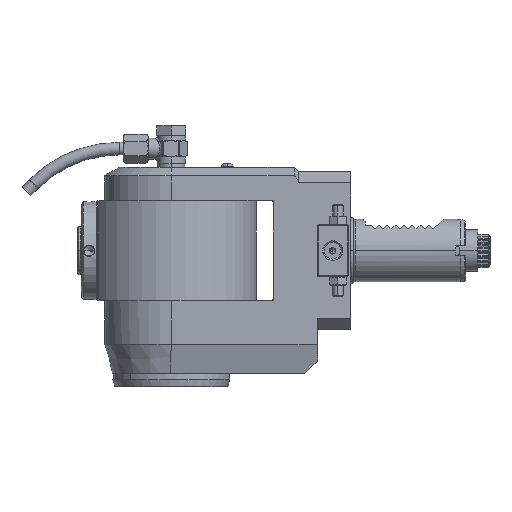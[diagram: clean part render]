
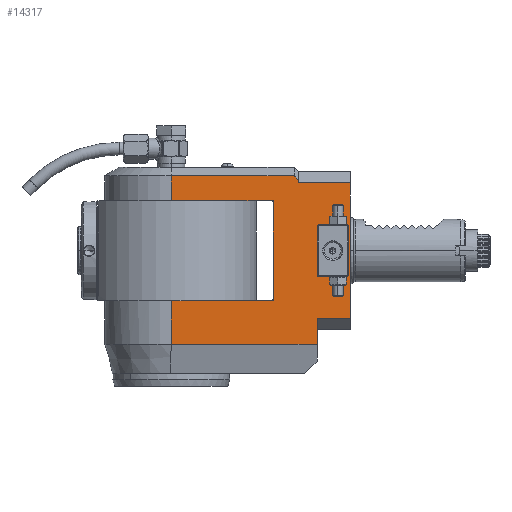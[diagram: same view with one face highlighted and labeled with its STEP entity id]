
A CAD part, left-side view. The second image highlights one B-rep face of the part: STEP entity #14317.
In plain terms, the highlighted planar face has unit normal (-1, 0, 0).
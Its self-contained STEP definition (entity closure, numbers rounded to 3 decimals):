
#99=DIRECTION('',(0.,1.,0.));
#100=VECTOR('',#99,0.433);
#101=CARTESIAN_POINT('',(-32.,-59.433,35.459));
#102=LINE('',#101,#100);
#103=DIRECTION('',(0.,0.655,0.756));
#104=VECTOR('',#103,2.394);
#105=CARTESIAN_POINT('',(-32.,-61.,33.649));
#106=LINE('',#105,#104);
#107=DIRECTION('',(0.,-1.,0.));
#108=VECTOR('',#107,25.);
#109=CARTESIAN_POINT('',(-32.,-61.,32.515));
#110=LINE('',#109,#108);
#111=DIRECTION('',(0.,-1.,0.));
#112=VECTOR('',#111,16.);
#113=CARTESIAN_POINT('',(-32.,-70.,-32.515));
#114=LINE('',#113,#112);
#115=DIRECTION('',(0.,1.,0.));
#116=VECTOR('',#115,23.368);
#117=CARTESIAN_POINT('',(-32.,-49.,24.));
#118=LINE('',#117,#116);
#119=DIRECTION('',(0.,0.,1.));
#120=VECTOR('',#119,24.);
#121=CARTESIAN_POINT('',(-32.,-85.,-12.));
#122=LINE('',#121,#120);
#123=DIRECTION('',(0.,-0.707,-0.707));
#124=VECTOR('',#123,0.707);
#125=CARTESIAN_POINT('',(-32.,-84.5,12.5));
#126=LINE('',#125,#124);
#127=DIRECTION('',(0.,1.,0.));
#128=VECTOR('',#127,14.);
#129=CARTESIAN_POINT('',(-32.,-84.5,12.5));
#130=LINE('',#129,#128);
#131=DIRECTION('',(0.,-0.707,0.707));
#132=VECTOR('',#131,0.707);
#133=CARTESIAN_POINT('',(-32.,-70.,12.));
#134=LINE('',#133,#132);
#135=DIRECTION('',(0.,0.,-1.));
#136=VECTOR('',#135,24.);
#137=CARTESIAN_POINT('',(-32.,-70.,12.));
#138=LINE('',#137,#136);
#139=DIRECTION('',(0.,0.707,0.707));
#140=VECTOR('',#139,0.707);
#141=CARTESIAN_POINT('',(-32.,-70.5,-12.5));
#142=LINE('',#141,#140);
#143=DIRECTION('',(0.,-1.,0.));
#144=VECTOR('',#143,14.);
#145=CARTESIAN_POINT('',(-32.,-70.5,-12.5));
#146=LINE('',#145,#144);
#147=DIRECTION('',(0.,0.707,-0.707));
#148=VECTOR('',#147,0.707);
#149=CARTESIAN_POINT('',(-32.,-85.,-12.));
#150=LINE('',#149,#148);
#155=DIRECTION('',(0.,0.,-1.));
#156=VECTOR('',#155,11.959);
#157=CARTESIAN_POINT('',(-32.,0.,35.959));
#158=LINE('',#157,#156);
#224=DIRECTION('',(0.,1.,0.));
#225=VECTOR('',#224,59.);
#226=CARTESIAN_POINT('',(-32.,-59.,35.959));
#227=LINE('',#226,#225);
#248=DIRECTION('',(0.,0.,1.));
#249=VECTOR('',#248,0.5);
#250=CARTESIAN_POINT('',(-32.,-59.,35.459));
#251=LINE('',#250,#249);
#288=DIRECTION('',(0.,0.,-1.));
#289=VECTOR('',#288,65.03);
#290=CARTESIAN_POINT('',(-32.,-86.,32.515));
#291=LINE('',#290,#289);
#470=DIRECTION('',(0.,0.,1.));
#471=VECTOR('',#470,1.134);
#472=CARTESIAN_POINT('',(-32.,-61.,32.515));
#473=LINE('',#472,#471);
#506=DIRECTION('',(0.,0.,1.));
#507=VECTOR('',#506,12.485);
#508=CARTESIAN_POINT('',(-32.,-70.,-45.));
#509=LINE('',#508,#507);
#526=DIRECTION('',(0.,-1.,0.));
#527=VECTOR('',#526,70.);
#528=CARTESIAN_POINT('',(-32.,0.,
-45.));
#529=LINE('',#528,#527);
#585=DIRECTION('',(0.,0.,-1.));
#586=VECTOR('',#585,21.);
#587=CARTESIAN_POINT('',(-32.,0.,-24.));
#588=LINE('',#587,#586);
#589=CARTESIAN_POINT('',(-32.,0.,-45.001));
#714=DIRECTION('',(0.,1.,0.));
#715=VECTOR('',#714,25.632);
#716=CARTESIAN_POINT('',(-32.,-25.632,-24.));
#717=LINE('',#716,#715);
#740=DIRECTION('',(0.,1.,0.));
#741=VECTOR('',#740,23.368);
#742=CARTESIAN_POINT('',(-32.,-49.,-24.));
#743=LINE('',#742,#741);
#752=DIRECTION('',(0.,0.,-1.));
#753=VECTOR('',#752,48.);
#754=CARTESIAN_POINT('',(-32.,-49.,24.));
#755=LINE('',#754,#753);
#1188=DIRECTION('',(0.,-1.,0.));
#1189=VECTOR('',#1188,25.632);
#1190=CARTESIAN_POINT('',(-32.,0.,24.));
#1191=LINE('',#1190,#1189);
#12692=CARTESIAN_POINT('',(-32.,-61.,33.649));
#12693=CARTESIAN_POINT('',(-32.,-59.433,35.459));
#12694=VERTEX_POINT('',#12692);
#12695=VERTEX_POINT('',#12693);
#13219=CARTESIAN_POINT('',(-32.,-85.,-12.));
#13220=CARTESIAN_POINT('',(-32.,-85.,12.));
#13221=VERTEX_POINT('',#13219);
#13222=VERTEX_POINT('',#13220);
#13223=CARTESIAN_POINT('',(-32.,-84.5,12.5));
#13224=CARTESIAN_POINT('',(-32.,-70.5,12.5));
#13225=VERTEX_POINT('',#13223);
#13226=VERTEX_POINT('',#13224);
#13227=CARTESIAN_POINT('',(-32.,-70.,12.));
#13228=CARTESIAN_POINT('',(-32.,-70.,-12.));
#13229=VERTEX_POINT('',#13227);
#13230=VERTEX_POINT('',#13228);
#13231=CARTESIAN_POINT('',(-32.,-70.5,-12.5));
#13232=CARTESIAN_POINT('',(-32.,-84.5,-12.5));
#13233=VERTEX_POINT('',#13231);
#13234=VERTEX_POINT('',#13232);
#13789=CARTESIAN_POINT('',(-32.,-86.,32.515));
#13791=VERTEX_POINT('',#13789);
#13796=CARTESIAN_POINT('',(-32.,-49.,24.));
#13797=CARTESIAN_POINT('',(-32.,-49.,-24.));
#13798=VERTEX_POINT('',#13796);
#13799=VERTEX_POINT('',#13797);
#13812=CARTESIAN_POINT('',(-32.,-25.632,-24.));
#13813=VERTEX_POINT('',#13812);
#13816=CARTESIAN_POINT('',(-32.,-25.632,24.));
#13817=VERTEX_POINT('',#13816);
#13828=CARTESIAN_POINT('',(-32.,-70.,-45.));
#13830=VERTEX_POINT('',#13828);
#13840=CARTESIAN_POINT('',(-32.,-86.,-32.515));
#13841=VERTEX_POINT('',#13840);
#13846=CARTESIAN_POINT('',(-32.,-70.,-32.515));
#13847=VERTEX_POINT('',#13846);
#13852=CARTESIAN_POINT('',(-32.,-59.,35.959));
#13853=CARTESIAN_POINT('',(-32.,0.,
35.959));
#13854=VERTEX_POINT('',#13852);
#13855=VERTEX_POINT('',#13853);
#13864=VERTEX_POINT('',#589);
#13882=CARTESIAN_POINT('',(-32.,-59.,35.459));
#13884=VERTEX_POINT('',#13882);
#14120=CARTESIAN_POINT('',(-32.,-61.,32.515));
#14121=VERTEX_POINT('',#14120);
#14128=CARTESIAN_POINT('',(-32.,0.,-24.));
#14129=VERTEX_POINT('',#14128);
#14131=CARTESIAN_POINT('',(-32.,0.,24.));
#14133=VERTEX_POINT('',#14131);
#14260=CARTESIAN_POINT('',(-32.,0.,-59.));
#14261=DIRECTION('',(-1.,0.,0.));
#14262=DIRECTION('',(0.,-1.,0.));
#14263=AXIS2_PLACEMENT_3D('',#14260,#14261,#14262);
#14264=PLANE('',#14263);
#14266=ORIENTED_EDGE('',*,*,#14265,.F.);
#14268=ORIENTED_EDGE('',*,*,#14267,.F.);
#14270=ORIENTED_EDGE('',*,*,#14269,.F.);
#14272=ORIENTED_EDGE('',*,*,#14271,.F.);
#14274=ORIENTED_EDGE('',*,*,#14273,.F.);
#14276=ORIENTED_EDGE('',*,*,#14275,.F.);
#14278=ORIENTED_EDGE('',*,*,#14277,.T.);
#14280=ORIENTED_EDGE('',*,*,#14279,.T.);
#14282=ORIENTED_EDGE('',*,*,#14281,.F.);
#14284=ORIENTED_EDGE('',*,*,#14283,.F.);
#14286=ORIENTED_EDGE('',*,*,#14285,.F.);
#14288=ORIENTED_EDGE('',*,*,#14287,.F.);
#14290=ORIENTED_EDGE('',*,*,#14289,.F.);
#14292=ORIENTED_EDGE('',*,*,#14291,.F.);
#14294=ORIENTED_EDGE('',*,*,#14293,.F.);
#14296=ORIENTED_EDGE('',*,*,#14295,.T.);
#14298=ORIENTED_EDGE('',*,*,#14297,.F.);
#14299=EDGE_LOOP('',(#14266,#14268,#14270,#14272,#14274,#14276,#14278,#14280,
#14282,#14284,#14286,#14288,#14290,#14292,#14294,#14296,#14298));
#14300=FACE_OUTER_BOUND('',#14299,.F.);
#14302=ORIENTED_EDGE('',*,*,#14301,.T.);
#14304=ORIENTED_EDGE('',*,*,#14303,.F.);
#14306=ORIENTED_EDGE('',*,*,#14305,.T.);
#14308=ORIENTED_EDGE('',*,*,#14307,.F.);
#14310=ORIENTED_EDGE('',*,*,#14309,.T.);
#14311=ORIENTED_EDGE('',*,*,#14248,.F.);
#14312=ORIENTED_EDGE('',*,*,#14233,.T.);
#14314=ORIENTED_EDGE('',*,*,#14313,.F.);
#14315=EDGE_LOOP('',(#14302,#14304,#14306,#14308,#14310,#14311,#14312,#14314));
#14316=FACE_BOUND('',#14315,.F.);
#14233=EDGE_CURVE('',#13233,#13234,#146,.T.);
#14248=EDGE_CURVE('',#13233,#13230,#142,.T.);
#14265=EDGE_CURVE('',#13855,#14133,#158,.T.);
#14267=EDGE_CURVE('',#13854,#13855,#227,.T.);
#14269=EDGE_CURVE('',#13884,#13854,#251,.T.);
#14271=EDGE_CURVE('',#12695,#13884,#102,.T.);
#14273=EDGE_CURVE('',#12694,#12695,#106,.T.);
#14275=EDGE_CURVE('',#14121,#12694,#473,.T.);
#14277=EDGE_CURVE('',#14121,#13791,#110,.T.);
#14279=EDGE_CURVE('',#13791,#13841,#291,.T.);
#14281=EDGE_CURVE('',#13847,#13841,#114,.T.);
#14283=EDGE_CURVE('',#13830,#13847,#509,.T.);
#14285=EDGE_CURVE('',#13864,#13830,#529,.T.);
#14287=EDGE_CURVE('',#14129,#13864,#588,.T.);
#14289=EDGE_CURVE('',#13813,#14129,#717,.T.);
#14291=EDGE_CURVE('',#13799,#13813,#743,.T.);
#14293=EDGE_CURVE('',#13798,#13799,#755,.T.);
#14295=EDGE_CURVE('',#13798,#13817,#118,.T.);
#14297=EDGE_CURVE('',#14133,#13817,#1191,.T.);
#14301=EDGE_CURVE('',#13221,#13222,#122,.T.);
#14303=EDGE_CURVE('',#13225,#13222,#126,.T.);
#14305=EDGE_CURVE('',#13225,#13226,#130,.T.);
#14307=EDGE_CURVE('',#13229,#13226,#134,.T.);
#14309=EDGE_CURVE('',#13229,#13230,#138,.T.);
#14313=EDGE_CURVE('',#13221,#13234,#150,.T.);
#14317=ADVANCED_FACE('',(#14300,#14316),#14264,.T.);
